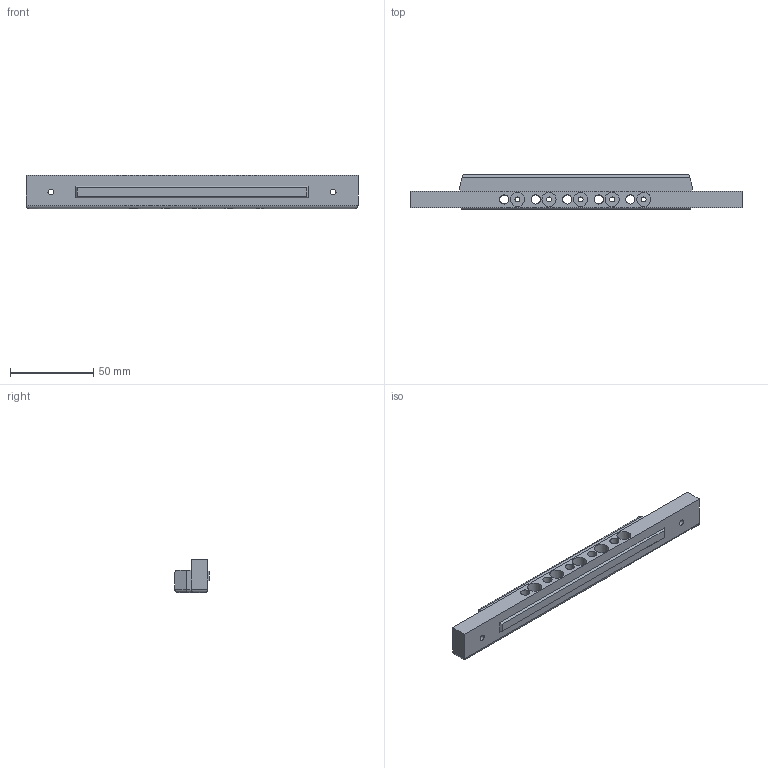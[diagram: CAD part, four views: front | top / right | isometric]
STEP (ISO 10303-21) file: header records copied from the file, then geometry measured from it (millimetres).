
FILE_DESCRIPTION(('Open CASCADE Model'),'2;1');
FILE_NAME('Open CASCADE Shape Model','2024-09-07T14:37:21',('Author'),( 'Open CASCADE'),'Open CASCADE STEP processor 7.7','Open CASCADE 7.7' ,'Unknown');
FILE_SCHEMA(('AUTOMOTIVE_DESIGN { 1 0 10303 214 1 1 1 1 }'));
Length unit declared in the file: millimetre
Products named in the file (1): Open CASCADE STEP translator 7.7 7
Bounding box: 200 x 21 x 20 mm (x, y, z)
Volume: 52859.9 mm3; surface area: 18640.4 mm2
Topology: 1 solids, 1 shells, 64 faces, 152 edges, 98 vertices
Faces by surface type: cylinder 35, plane 29
Full cylindrical faces by diameter (mm): 3 x5, 3.5 x2, 5.5 x5, 5.9 x2, 8.5 x10
Entity records: 4663 total; most frequent: CARTESIAN_POINT 1503, DIRECTION 600, ORIENTED_EDGE 304, PCURVE 304, DEFINITIONAL_REPRESENTATION 304, LINE 299, VECTOR 299, EDGE_CURVE 152
